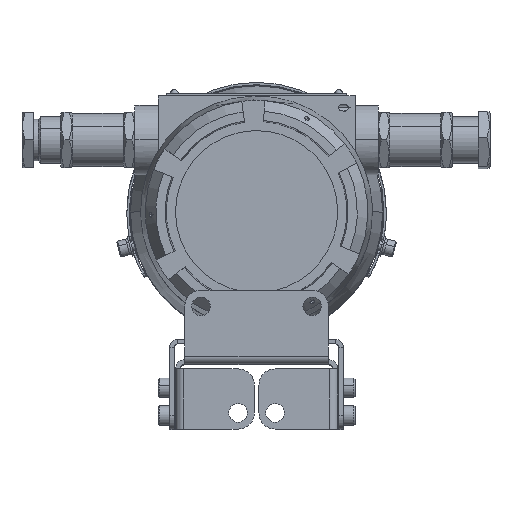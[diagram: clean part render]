
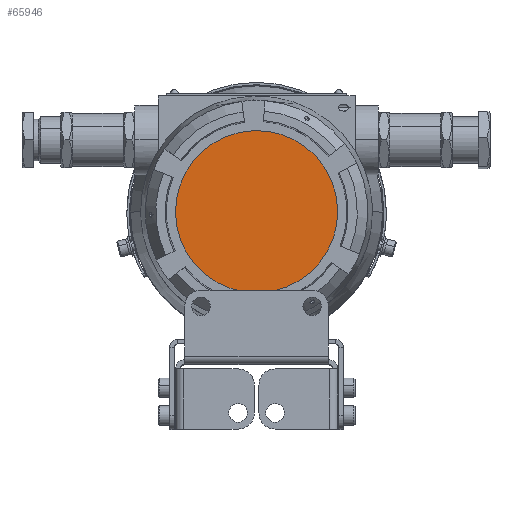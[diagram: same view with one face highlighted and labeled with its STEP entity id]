
A CAD part, top view. The second image highlights one B-rep face of the part: STEP entity #65946.
In plain terms, the highlighted planar face has unit normal (0, 0, 1).
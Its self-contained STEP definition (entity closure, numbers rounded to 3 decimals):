
#403 = CARTESIAN_POINT ( 'NONE',  ( 41.357, 36.233, 235.345 ) ) ;
#876 = ORIENTED_EDGE ( 'NONE', *, *, #14663, .T. ) ;
#12722 = EDGE_LOOP ( 'NONE', ( #876, #66313 ) ) ;
#13129 = EDGE_CURVE ( 'NONE', #17121, #30446, #20941, .T. ) ;
#14663 = EDGE_CURVE ( 'NONE', #30446, #17121, #48626, .T. ) ;
#15969 = CARTESIAN_POINT ( 'NONE',  ( 40.34, 71.218, 235.345 ) ) ;
#17121 = VERTEX_POINT ( 'NONE', #18402 ) ;
#18402 = CARTESIAN_POINT ( 'NONE',  ( 39.322, 106.204, 235.345 ) ) ;
#20941 = CIRCLE ( 'NONE', #35236, 35. ) ;
#21824 = DIRECTION ( 'NONE',  ( 0.029, -1., 0. ) ) ;
#24026 = CARTESIAN_POINT ( 'NONE',  ( 40.34, 71.218, 235.345 ) ) ;
#29027 = FACE_OUTER_BOUND ( 'NONE', #12722, .T. ) ;
#29353 = PLANE ( 'NONE',  #60821 ) ;
#29510 = DIRECTION ( 'NONE',  ( 0.029, -1., 0. ) ) ;
#30446 = VERTEX_POINT ( 'NONE', #403 ) ;
#34536 = DIRECTION ( 'NONE',  ( 0., 0., 1. ) ) ;
#35236 = AXIS2_PLACEMENT_3D ( 'NONE', #15969, #58431, #21824 ) ;
#38627 = AXIS2_PLACEMENT_3D ( 'NONE', #24026, #45111, #29510 ) ;
#45111 = DIRECTION ( 'NONE',  ( 0., 0., 1. ) ) ;
#48626 = CIRCLE ( 'NONE', #38627, 35. ) ;
#50460 = CARTESIAN_POINT ( 'NONE',  ( 40.34, 71.218, 235.345 ) ) ;
#58431 = DIRECTION ( 'NONE',  ( 0., 0., 1. ) ) ;
#60821 = AXIS2_PLACEMENT_3D ( 'NONE', #50460, #34536, #61152 ) ;
#61152 = DIRECTION ( 'NONE',  ( 0.029, -1., 0. ) ) ;
#65946 = ADVANCED_FACE ( 'NONE', ( #29027 ), #29353, .T. ) ;
#66313 = ORIENTED_EDGE ( 'NONE', *, *, #13129, .T. ) ;
